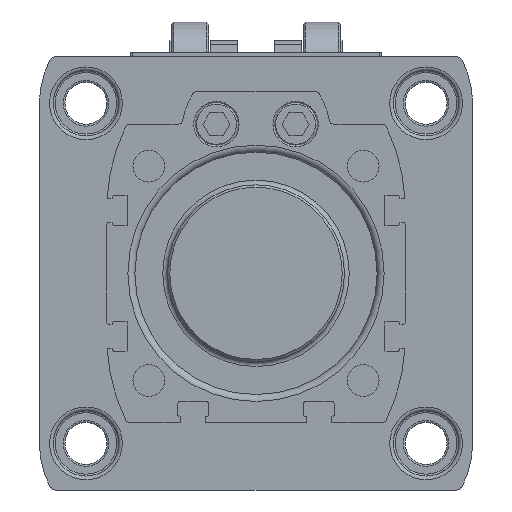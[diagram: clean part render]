
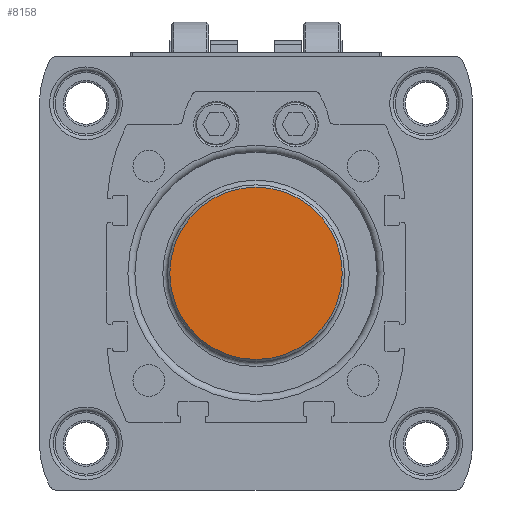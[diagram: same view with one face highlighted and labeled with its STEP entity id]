
A CAD part, front view. The second image highlights one B-rep face of the part: STEP entity #8158.
In plain terms, the highlighted planar face has unit normal (0, -1, 0).
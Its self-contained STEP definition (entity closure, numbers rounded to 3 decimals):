
#1335=PLANE('',#8913);
#2115=ORIENTED_EDGE('',*,*,#4053,.T.);
#4053=EDGE_CURVE('',#5024,#5024,#5737,.T.);
#5024=VERTEX_POINT('',#13178);
#5737=CIRCLE('',#8914,18.5);
#6238=EDGE_LOOP('',(#2115));
#7097=FACE_BOUND('',#6238,.T.);
#8158=ADVANCED_FACE('',(#7097),#1335,.T.);
#8913=AXIS2_PLACEMENT_3D('',#13176,#10473,#10474);
#8914=AXIS2_PLACEMENT_3D('',#13177,#10475,#10476);
#10473=DIRECTION('',(0.,-1.,0.));
#10474=DIRECTION('',(0.,0.,-1.));
#10475=DIRECTION('',(0.,-1.,0.));
#10476=DIRECTION('',(0.,0.,-1.));
#13176=CARTESIAN_POINT('',(0.,0.5,0.));
#13177=CARTESIAN_POINT('',(0.,0.5,0.));
#13178=CARTESIAN_POINT('',(0.,0.5,-18.5));
